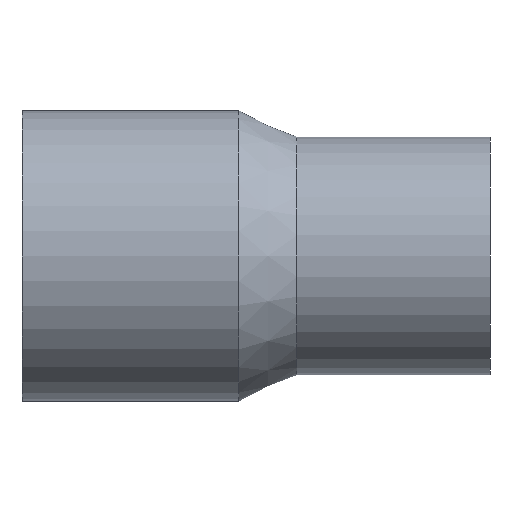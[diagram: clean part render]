
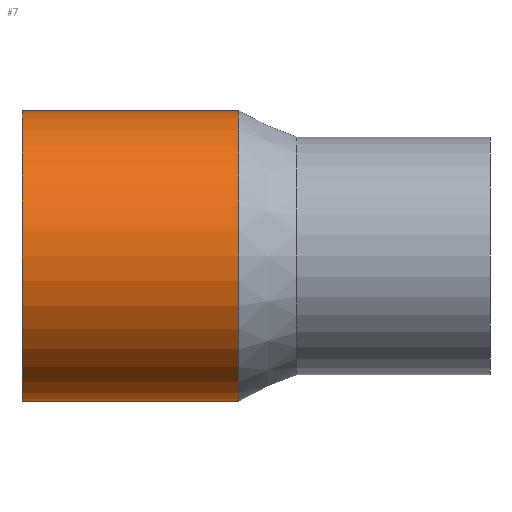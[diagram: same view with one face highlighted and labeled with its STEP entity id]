
A CAD part, front view. The second image highlights one B-rep face of the part: STEP entity #7.
In plain terms, the highlighted cylindrical face has radius 55 mm (diameter 110 mm), a full revolution.
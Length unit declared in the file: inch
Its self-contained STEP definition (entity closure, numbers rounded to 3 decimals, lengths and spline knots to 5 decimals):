
#2 = AXIS2_PLACEMENT_3D ( 'NONE', #212, #161, #48 ) ;
#6 = CARTESIAN_POINT ( 'NONE',  ( 1.61417, 0., 0. ) ) ;
#7 = ADVANCED_FACE ( 'NONE', ( #181, #207 ), #125, .T. ) ;
#16 = AXIS2_PLACEMENT_3D ( 'NONE', #6, #190, #70 ) ;
#24 = EDGE_LOOP ( 'NONE', ( #33 ) ) ;
#33 = ORIENTED_EDGE ( 'NONE', *, *, #218, .T. ) ;
#43 = CIRCLE ( 'NONE', #2, 2.16535 ) ;
#48 = DIRECTION ( 'NONE',  ( 0., 1., 0. ) ) ;
#57 = DIRECTION ( 'NONE',  ( 0., 1., 0. ) ) ;
#65 = CARTESIAN_POINT ( 'NONE',  ( 3.22835, 2.16535, 0. ) ) ;
#70 = DIRECTION ( 'NONE',  ( 0., 1., 0. ) ) ;
#73 = CARTESIAN_POINT ( 'NONE',  ( 0., 0., 0. ) ) ;
#77 = VERTEX_POINT ( 'NONE', #65 ) ;
#125 = CYLINDRICAL_SURFACE ( 'NONE', #16, 2.16535 ) ;
#127 = VERTEX_POINT ( 'NONE', #167 ) ;
#130 = CIRCLE ( 'NONE', #196, 2.16535 ) ;
#140 = ORIENTED_EDGE ( 'NONE', *, *, #159, .T. ) ;
#159 = EDGE_CURVE ( 'NONE', #77, #77, #43, .T. ) ;
#160 = DIRECTION ( 'NONE',  ( 1., 0., 0. ) ) ;
#161 = DIRECTION ( 'NONE',  ( -1., 0., 0. ) ) ;
#167 = CARTESIAN_POINT ( 'NONE',  ( 0., 2.16535, 0. ) ) ;
#181 = FACE_OUTER_BOUND ( 'NONE', #226, .T. ) ;
#190 = DIRECTION ( 'NONE',  ( 1., 0., 0. ) ) ;
#196 = AXIS2_PLACEMENT_3D ( 'NONE', #73, #160, #57 ) ;
#207 = FACE_OUTER_BOUND ( 'NONE', #24, .T. ) ;
#212 = CARTESIAN_POINT ( 'NONE',  ( 3.22835, 0., 0. ) ) ;
#218 = EDGE_CURVE ( 'NONE', #127, #127, #130, .T. ) ;
#226 = EDGE_LOOP ( 'NONE', ( #140 ) ) ;
